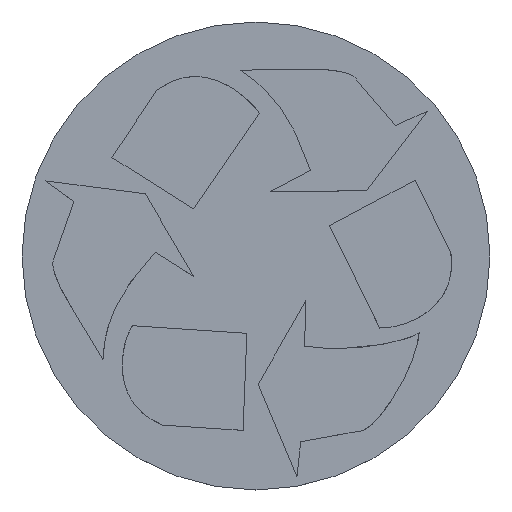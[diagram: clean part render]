
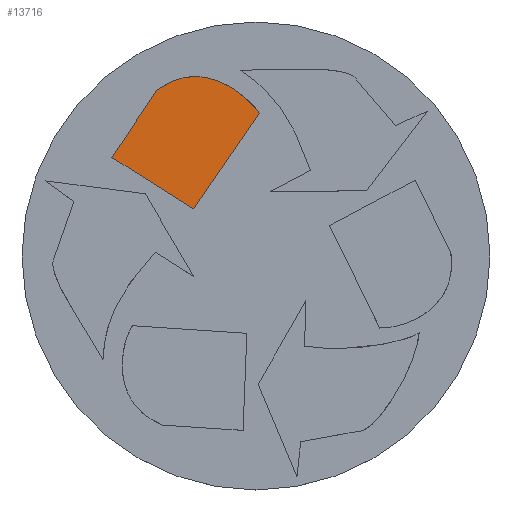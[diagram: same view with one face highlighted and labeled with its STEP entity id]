
A CAD part, top view. The second image highlights one B-rep face of the part: STEP entity #13716.
In plain terms, the highlighted planar face has unit normal (0, 0, 1).
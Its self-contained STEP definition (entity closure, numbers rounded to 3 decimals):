
#326 = SURFACE_OF_LINEAR_EXTRUSION('',#327,#330);
#327 = B_SPLINE_CURVE_WITH_KNOTS('',1,(#328,#329),.UNSPECIFIED.,.F.,.F.,
  (2,2),(0.,27.964),.PIECEWISE_BEZIER_KNOTS.);
#328 = CARTESIAN_POINT('',(15.924,-4.788,0.));
#329 = CARTESIAN_POINT('',(11.444,-11.285,0.));
#330 = VECTOR('',#331,1.);
#331 = DIRECTION('',(-0.,-0.,-1.));
#649 = SURFACE_OF_LINEAR_EXTRUSION('',#650,#653);
#650 = B_SPLINE_CURVE_WITH_KNOTS('',1,(#651,#652),.UNSPECIFIED.,.F.,.F.,
  (2,2),(0.,23.448),.PIECEWISE_BEZIER_KNOTS.);
#651 = CARTESIAN_POINT('',(11.444,-11.285,0.));
#652 = CARTESIAN_POINT('',(5.844,-7.759,0.));
#653 = VECTOR('',#654,1.);
#654 = DIRECTION('',(-0.,-0.,-1.));
#972 = SURFACE_OF_LINEAR_EXTRUSION('',#973,#976);
#973 = B_SPLINE_CURVE_WITH_KNOTS('',1,(#974,#975),.UNSPECIFIED.,.F.,.F.,
  (2,2),(0.,19.466),.PIECEWISE_BEZIER_KNOTS.);
#974 = CARTESIAN_POINT('',(5.844,-7.759,0.));
#975 = CARTESIAN_POINT('',(8.903,-3.196,0.));
#976 = VECTOR('',#977,1.);
#977 = DIRECTION('',(-0.,-0.,-1.));
#1359 = SURFACE_OF_LINEAR_EXTRUSION('',#1360,#1365);
#1360 = B_SPLINE_CURVE_WITH_KNOTS('',3,(#1361,#1362,#1363,#1364),
  .UNSPECIFIED.,.F.,.F.,(4,4),(0.,1.),.PIECEWISE_BEZIER_KNOTS.);
#1361 = CARTESIAN_POINT('',(8.903,-3.196,0.));
#1362 = CARTESIAN_POINT('',(12.533,-0.396,0.));
#1363 = CARTESIAN_POINT('',(15.924,-4.555,0.));
#1364 = CARTESIAN_POINT('',(15.924,-4.788,0.));
#1365 = VECTOR('',#1366,1.);
#1366 = DIRECTION('',(-0.,-0.,-1.));
#12006 = VERTEX_POINT('',#12007);
#12007 = CARTESIAN_POINT('',(15.924,-4.788,1.));
#12028 = EDGE_CURVE('',#12006,#12029,#12031,.T.);
#12029 = VERTEX_POINT('',#12030);
#12030 = CARTESIAN_POINT('',(11.444,-11.285,1.));
#12031 = SURFACE_CURVE('',#12032,(#12035,#12042),.PCURVE_S1.);
#12032 = B_SPLINE_CURVE_WITH_KNOTS('',1,(#12033,#12034),.UNSPECIFIED.,
  .F.,.F.,(2,2),(0.,27.964),.PIECEWISE_BEZIER_KNOTS.);
#12033 = CARTESIAN_POINT('',(15.924,-4.788,1.));
#12034 = CARTESIAN_POINT('',(11.444,-11.285,1.));
#12035 = PCURVE('',#326,#12036);
#12036 = DEFINITIONAL_REPRESENTATION('',(#12037),#12041);
#12037 = LINE('',#12038,#12039);
#12038 = CARTESIAN_POINT('',(0.,-1.));
#12039 = VECTOR('',#12040,1.);
#12040 = DIRECTION('',(1.,0.));
#12041 = ( GEOMETRIC_REPRESENTATION_CONTEXT(2) 
PARAMETRIC_REPRESENTATION_CONTEXT() REPRESENTATION_CONTEXT('2D SPACE',''
  ) );
#12042 = PCURVE('',#12043,#12048);
#12043 = PLANE('',#12044);
#12044 = AXIS2_PLACEMENT_3D('',#12045,#12046,#12047);
#12045 = CARTESIAN_POINT('',(11.444,-11.285,1.));
#12046 = DIRECTION('',(0.,0.,1.));
#12047 = DIRECTION('',(1.,0.,0.));
#12048 = DEFINITIONAL_REPRESENTATION('',(#12049),#12052);
#12049 = B_SPLINE_CURVE_WITH_KNOTS('',1,(#12050,#12051),.UNSPECIFIED.,
  .F.,.F.,(2,2),(0.,27.964),.PIECEWISE_BEZIER_KNOTS.);
#12050 = CARTESIAN_POINT('',(4.48,6.497));
#12051 = CARTESIAN_POINT('',(0.,0.));
#12052 = ( GEOMETRIC_REPRESENTATION_CONTEXT(2) 
PARAMETRIC_REPRESENTATION_CONTEXT() REPRESENTATION_CONTEXT('2D SPACE',''
  ) );
#12080 = VERTEX_POINT('',#12081);
#12081 = CARTESIAN_POINT('',(8.903,-3.196,1.));
#12102 = EDGE_CURVE('',#12080,#12006,#12103,.T.);
#12103 = SURFACE_CURVE('',#12104,(#12109,#12116),.PCURVE_S1.);
#12104 = B_SPLINE_CURVE_WITH_KNOTS('',3,(#12105,#12106,#12107,#12108),
  .UNSPECIFIED.,.F.,.F.,(4,4),(0.,1.),.PIECEWISE_BEZIER_KNOTS.);
#12105 = CARTESIAN_POINT('',(8.903,-3.196,1.));
#12106 = CARTESIAN_POINT('',(12.533,-0.396,1.));
#12107 = CARTESIAN_POINT('',(15.924,-4.555,1.));
#12108 = CARTESIAN_POINT('',(15.924,-4.788,1.));
#12109 = PCURVE('',#1359,#12110);
#12110 = DEFINITIONAL_REPRESENTATION('',(#12111),#12115);
#12111 = LINE('',#12112,#12113);
#12112 = CARTESIAN_POINT('',(0.,-1.));
#12113 = VECTOR('',#12114,1.);
#12114 = DIRECTION('',(1.,0.));
#12115 = ( GEOMETRIC_REPRESENTATION_CONTEXT(2) 
PARAMETRIC_REPRESENTATION_CONTEXT() REPRESENTATION_CONTEXT('2D SPACE',''
  ) );
#12116 = PCURVE('',#12043,#12117);
#12117 = DEFINITIONAL_REPRESENTATION('',(#12118),#12123);
#12118 = B_SPLINE_CURVE_WITH_KNOTS('',3,(#12119,#12120,#12121,#12122),
  .UNSPECIFIED.,.F.,.F.,(4,4),(0.,1.),.PIECEWISE_BEZIER_KNOTS.);
#12119 = CARTESIAN_POINT('',(-2.541,8.089));
#12120 = CARTESIAN_POINT('',(1.089,10.889));
#12121 = CARTESIAN_POINT('',(4.48,6.731));
#12122 = CARTESIAN_POINT('',(4.48,6.497));
#12123 = ( GEOMETRIC_REPRESENTATION_CONTEXT(2) 
PARAMETRIC_REPRESENTATION_CONTEXT() REPRESENTATION_CONTEXT('2D SPACE',''
  ) );
#12131 = VERTEX_POINT('',#12132);
#12132 = CARTESIAN_POINT('',(5.844,-7.759,1.));
#12153 = EDGE_CURVE('',#12131,#12080,#12154,.T.);
#12154 = SURFACE_CURVE('',#12155,(#12158,#12165),.PCURVE_S1.);
#12155 = B_SPLINE_CURVE_WITH_KNOTS('',1,(#12156,#12157),.UNSPECIFIED.,
  .F.,.F.,(2,2),(0.,19.466),.PIECEWISE_BEZIER_KNOTS.);
#12156 = CARTESIAN_POINT('',(5.844,-7.759,1.));
#12157 = CARTESIAN_POINT('',(8.903,-3.196,1.));
#12158 = PCURVE('',#972,#12159);
#12159 = DEFINITIONAL_REPRESENTATION('',(#12160),#12164);
#12160 = LINE('',#12161,#12162);
#12161 = CARTESIAN_POINT('',(0.,-1.));
#12162 = VECTOR('',#12163,1.);
#12163 = DIRECTION('',(1.,0.));
#12164 = ( GEOMETRIC_REPRESENTATION_CONTEXT(2) 
PARAMETRIC_REPRESENTATION_CONTEXT() REPRESENTATION_CONTEXT('2D SPACE',''
  ) );
#12165 = PCURVE('',#12043,#12166);
#12166 = DEFINITIONAL_REPRESENTATION('',(#12167),#12170);
#12167 = B_SPLINE_CURVE_WITH_KNOTS('',1,(#12168,#12169),.UNSPECIFIED.,
  .F.,.F.,(2,2),(0.,19.466),.PIECEWISE_BEZIER_KNOTS.);
#12168 = CARTESIAN_POINT('',(-5.6,3.526));
#12169 = CARTESIAN_POINT('',(-2.541,8.089));
#12170 = ( GEOMETRIC_REPRESENTATION_CONTEXT(2) 
PARAMETRIC_REPRESENTATION_CONTEXT() REPRESENTATION_CONTEXT('2D SPACE',''
  ) );
#12178 = EDGE_CURVE('',#12029,#12131,#12179,.T.);
#12179 = SURFACE_CURVE('',#12180,(#12183,#12190),.PCURVE_S1.);
#12180 = B_SPLINE_CURVE_WITH_KNOTS('',1,(#12181,#12182),.UNSPECIFIED.,
  .F.,.F.,(2,2),(0.,23.448),.PIECEWISE_BEZIER_KNOTS.);
#12181 = CARTESIAN_POINT('',(11.444,-11.285,1.));
#12182 = CARTESIAN_POINT('',(5.844,-7.759,1.));
#12183 = PCURVE('',#649,#12184);
#12184 = DEFINITIONAL_REPRESENTATION('',(#12185),#12189);
#12185 = LINE('',#12186,#12187);
#12186 = CARTESIAN_POINT('',(0.,-1.));
#12187 = VECTOR('',#12188,1.);
#12188 = DIRECTION('',(1.,0.));
#12189 = ( GEOMETRIC_REPRESENTATION_CONTEXT(2) 
PARAMETRIC_REPRESENTATION_CONTEXT() REPRESENTATION_CONTEXT('2D SPACE',''
  ) );
#12190 = PCURVE('',#12043,#12191);
#12191 = DEFINITIONAL_REPRESENTATION('',(#12192),#12195);
#12192 = B_SPLINE_CURVE_WITH_KNOTS('',1,(#12193,#12194),.UNSPECIFIED.,
  .F.,.F.,(2,2),(0.,23.448),.PIECEWISE_BEZIER_KNOTS.);
#12193 = CARTESIAN_POINT('',(0.,0.));
#12194 = CARTESIAN_POINT('',(-5.6,3.526));
#12195 = ( GEOMETRIC_REPRESENTATION_CONTEXT(2) 
PARAMETRIC_REPRESENTATION_CONTEXT() REPRESENTATION_CONTEXT('2D SPACE',''
  ) );
#13716 = ADVANCED_FACE('',(#13717),#12043,.T.);
#13717 = FACE_BOUND('',#13718,.F.);
#13718 = EDGE_LOOP('',(#13719,#13720,#13721,#13722));
#13719 = ORIENTED_EDGE('',*,*,#12178,.T.);
#13720 = ORIENTED_EDGE('',*,*,#12153,.T.);
#13721 = ORIENTED_EDGE('',*,*,#12102,.T.);
#13722 = ORIENTED_EDGE('',*,*,#12028,.T.);
